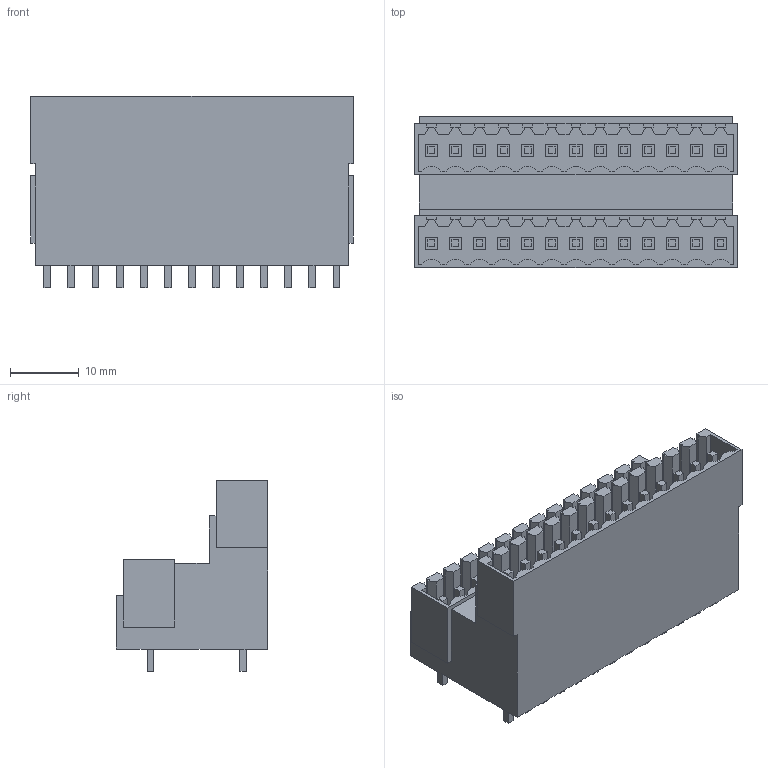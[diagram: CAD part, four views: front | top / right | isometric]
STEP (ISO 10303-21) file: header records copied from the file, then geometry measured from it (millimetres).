
FILE_DESCRIPTION(('CATIA V5 STEP Exchange','CAx-IF Rec.Pracs.--- Model Styling and Organization---1.4--- 2014-01-23'),'2;1');
FILE_NAME ('D1454685_1_1699000000_1699000000.stp','2022-08-10T11:27:13+00:00',('none'),('Weidmueller'),'CATIA Version 5-6 Release 2016 SP3 HF44','CATIA V5 STEP AP214','none');
FILE_SCHEMA(('AUTOMOTIVE_DESIGN { 1 0 10303 214 1 1 1 1 }'));
Length unit declared in the file: millimetre
Products named in the file (1): 1699000000
Bounding box: 46.9 x 22 x 27.77 mm (x, y, z)
Volume: 13698.6 mm3; surface area: 9497.7 mm2
Topology: 27 solids, 27 shells, 628 faces, 1798 edges, 1250 vertices
Faces by surface type: plane 602, cylinder 26
Entity records: 19114 total; most frequent: ORIENTED_EDGE 3596, CARTESIAN_POINT 3443, DIRECTION 2586, EDGE_CURVE 1798, VECTOR 1746, LINE 1746, VERTEX_POINT 1250, EDGE_LOOP 654
